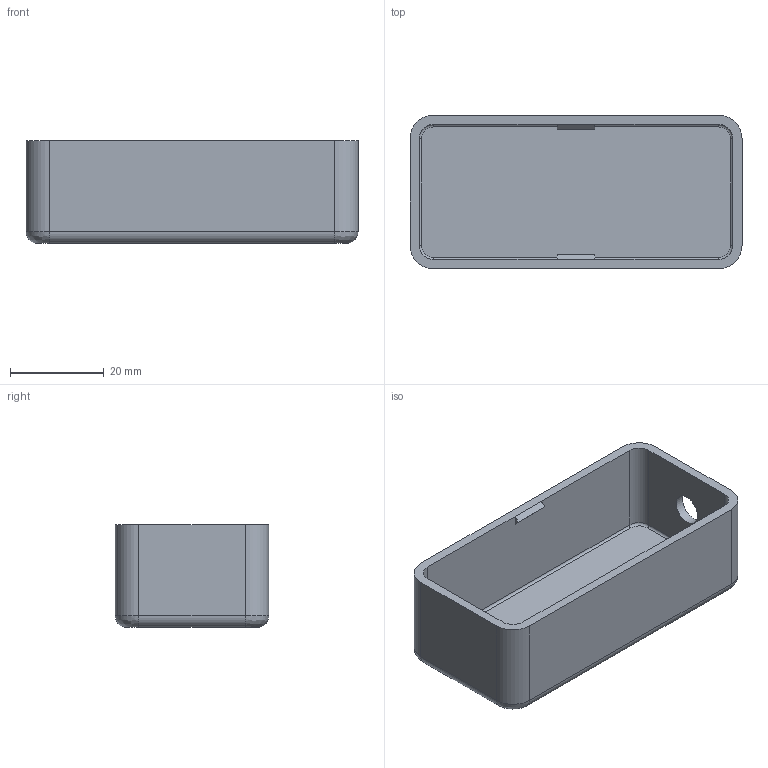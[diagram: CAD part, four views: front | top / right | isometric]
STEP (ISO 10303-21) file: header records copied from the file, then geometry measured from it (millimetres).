
FILE_DESCRIPTION(/* description */ (''),/* implementation_level */ '2;1');
FILE_NAME(/* name */ 'VoiceSwitch_Top.step',/* time_stamp */ '2021-10-24T20:33:16-07:00',/* author */ (''),/* organization */ (''),/* preprocessor_version */ 'ST-DEVELOPER v18.1',/* originating_system */ 'Autodesk Translation Framework v10.10.0.1391',/* authorisation */ '');
FILE_SCHEMA (('AUTOMOTIVE_DESIGN { 1 0 10303 214 3 1 1 }'));
Length unit declared in the file: millimetre
Products named in the file (2): VoiceSwitch_Top; Case
Assembly tree (1 placements, depth 2):
  VoiceSwitch_Top
    Case
Bounding box: 71 x 32.86 x 22 mm (x, y, z)
Volume: 11969.8 mm3; surface area: 12614.3 mm2
Topology: 1 solids, 1 shells, 435 faces, 1219 edges, 806 vertices
Faces by surface type: bspline 331, plane 83, cylinder 17, torus 4
Full cylindrical faces by diameter (mm): 6.45 x1
Entity records: 17065 total; most frequent: CARTESIAN_POINT 8054, ORIENTED_EDGE 2438, EDGE_CURVE 1219, DIRECTION 821, VERTEX_POINT 806, B_SPLINE_CURVE_WITH_KNOTS 654, LINE 523, VECTOR 523
